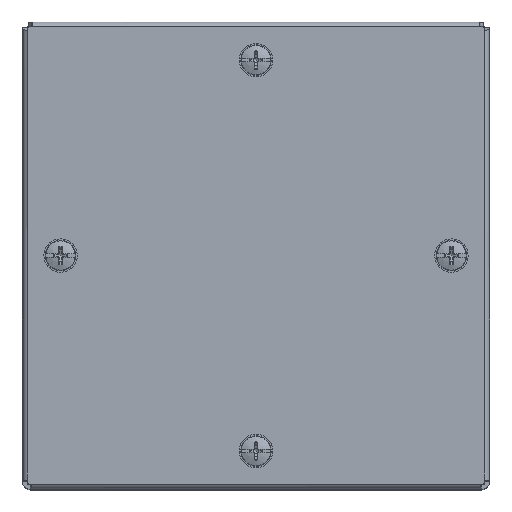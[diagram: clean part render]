
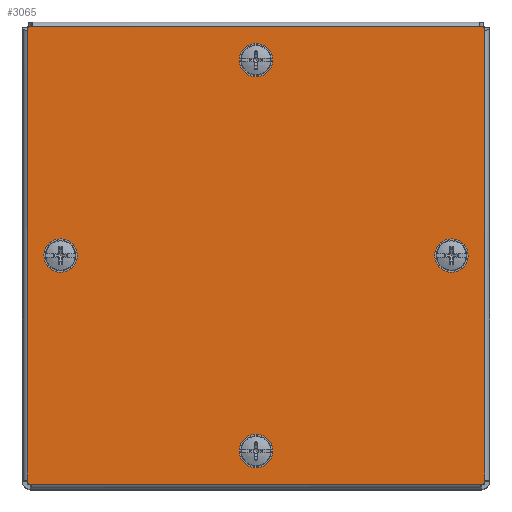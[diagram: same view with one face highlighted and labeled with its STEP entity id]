
A CAD part, top view. The second image highlights one B-rep face of the part: STEP entity #3065.
In plain terms, the highlighted planar face has unit normal (0, 0, 1).
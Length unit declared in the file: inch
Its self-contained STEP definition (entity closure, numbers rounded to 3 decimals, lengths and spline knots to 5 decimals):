
#159=FACE_BOUND('',#645,.T.);
#160=FACE_BOUND('',#646,.T.);
#161=FACE_BOUND('',#647,.T.);
#162=FACE_BOUND('',#648,.T.);
#209=CIRCLE('',#3254,0.14063);
#211=CIRCLE('',#3257,0.14063);
#213=CIRCLE('',#3260,0.14063);
#215=CIRCLE('',#3263,0.14063);
#216=CIRCLE('',#3265,0.03125);
#221=CIRCLE('',#3273,0.03125);
#222=CIRCLE('',#3276,0.03125);
#223=CIRCLE('',#3278,0.03125);
#449=FACE_OUTER_BOUND('',#644,.T.);
#644=EDGE_LOOP('',(#2161,#2162,#2163,#2164,#2165,#2166,#2167,#2168));
#645=EDGE_LOOP('',(#2169));
#646=EDGE_LOOP('',(#2170));
#647=EDGE_LOOP('',(#2171));
#648=EDGE_LOOP('',(#2172));
#875=LINE('',#4678,#1117);
#881=LINE('',#4699,#1123);
#885=LINE('',#4710,#1127);
#886=LINE('',#4712,#1128);
#1117=VECTOR('',#3685,5.9375);
#1123=VECTOR('',#3705,5.9375);
#1127=VECTOR('',#3719,5.9375);
#1128=VECTOR('',#3722,5.9375);
#1350=VERTEX_POINT('',#4647);
#1352=VERTEX_POINT('',#4652);
#1354=VERTEX_POINT('',#4657);
#1356=VERTEX_POINT('',#4662);
#1357=VERTEX_POINT('',#4665);
#1358=VERTEX_POINT('',#4666);
#1362=VERTEX_POINT('',#4676);
#1368=VERTEX_POINT('',#4692);
#1369=VERTEX_POINT('',#4693);
#1370=VERTEX_POINT('',#4698);
#1371=VERTEX_POINT('',#4702);
#1372=VERTEX_POINT('',#4706);
#1640=EDGE_CURVE('',#1350,#1350,#209,.T.);
#1642=EDGE_CURVE('',#1352,#1352,#211,.T.);
#1644=EDGE_CURVE('',#1354,#1354,#213,.T.);
#1646=EDGE_CURVE('',#1356,#1356,#215,.T.);
#1647=EDGE_CURVE('',#1357,#1358,#216,.T.);
#1653=EDGE_CURVE('',#1362,#1357,#875,.T.);
#1660=EDGE_CURVE('',#1368,#1369,#221,.T.);
#1663=EDGE_CURVE('',#1369,#1370,#881,.T.);
#1665=EDGE_CURVE('',#1370,#1371,#222,.T.);
#1667=EDGE_CURVE('',#1372,#1362,#223,.T.);
#1669=EDGE_CURVE('',#1371,#1372,#885,.T.);
#1670=EDGE_CURVE('',#1358,#1368,#886,.T.);
#2161=ORIENTED_EDGE('',*,*,#1647,.F.);
#2162=ORIENTED_EDGE('',*,*,#1653,.F.);
#2163=ORIENTED_EDGE('',*,*,#1667,.F.);
#2164=ORIENTED_EDGE('',*,*,#1669,.F.);
#2165=ORIENTED_EDGE('',*,*,#1665,.F.);
#2166=ORIENTED_EDGE('',*,*,#1663,.F.);
#2167=ORIENTED_EDGE('',*,*,#1660,.F.);
#2168=ORIENTED_EDGE('',*,*,#1670,.F.);
#2169=ORIENTED_EDGE('',*,*,#1640,.T.);
#2170=ORIENTED_EDGE('',*,*,#1642,.T.);
#2171=ORIENTED_EDGE('',*,*,#1644,.T.);
#2172=ORIENTED_EDGE('',*,*,#1646,.T.);
#2822=PLANE('',#3281);
#3065=ADVANCED_FACE('',(#449,#159,#160,#161,#162),#2822,.T.);
#3254=AXIS2_PLACEMENT_3D('',#4648,#3653,#3654);
#3257=AXIS2_PLACEMENT_3D('',#4653,#3659,#3660);
#3260=AXIS2_PLACEMENT_3D('',#4658,#3665,#3666);
#3263=AXIS2_PLACEMENT_3D('',#4663,#3671,#3672);
#3265=AXIS2_PLACEMENT_3D('',#4667,#3675,#3676);
#3273=AXIS2_PLACEMENT_3D('',#4694,#3699,#3700);
#3276=AXIS2_PLACEMENT_3D('',#4703,#3709,#3710);
#3278=AXIS2_PLACEMENT_3D('',#4707,#3714,#3715);
#3281=AXIS2_PLACEMENT_3D('',#4713,#3723,#3724);
#3653=DIRECTION('center_axis',(0.,0.,-1.));
#3654=DIRECTION('ref_axis',(-1.,0.,0.));
#3659=DIRECTION('center_axis',(0.,0.,-1.));
#3660=DIRECTION('ref_axis',(-1.,0.,0.));
#3665=DIRECTION('center_axis',(0.,0.,-1.));
#3666=DIRECTION('ref_axis',(-1.,0.,0.));
#3671=DIRECTION('center_axis',(0.,0.,-1.));
#3672=DIRECTION('ref_axis',(-1.,0.,0.));
#3675=DIRECTION('center_axis',(0.,0.,-1.));
#3676=DIRECTION('ref_axis',(0.707,-0.707,0.));
#3685=DIRECTION('',(0.,-1.,0.));
#3699=DIRECTION('center_axis',(0.,0.,-1.));
#3700=DIRECTION('ref_axis',(-0.707,-0.707,0.));
#3705=DIRECTION('',(0.,1.,0.));
#3709=DIRECTION('center_axis',(0.,0.,-1.));
#3710=DIRECTION('ref_axis',(-0.707,0.707,0.));
#3714=DIRECTION('center_axis',(0.,0.,-1.));
#3715=DIRECTION('ref_axis',(0.707,0.707,0.));
#3719=DIRECTION('',(1.,0.,0.));
#3722=DIRECTION('',(-1.,0.,0.));
#3723=DIRECTION('center_axis',(0.,0.,1.));
#3724=DIRECTION('ref_axis',(1.,0.,0.));
#4647=CARTESIAN_POINT('',(-2.42188,0.,0.074));
#4648=CARTESIAN_POINT('Origin',(-2.5625,0.,0.074));
#4652=CARTESIAN_POINT('',(2.70313,0.,0.074));
#4653=CARTESIAN_POINT('Origin',(2.5625,0.,0.074));
#4657=CARTESIAN_POINT('',(0.14062,2.5625,0.074));
#4658=CARTESIAN_POINT('Origin',(0.,2.5625,0.074));
#4662=CARTESIAN_POINT('',(0.14063,-2.5625,0.074));
#4663=CARTESIAN_POINT('Origin',(0.,-2.5625,0.074));
#4665=CARTESIAN_POINT('',(3.,-2.96875,0.074));
#4666=CARTESIAN_POINT('',(2.96875,-3.,0.074));
#4667=CARTESIAN_POINT('Origin',(2.96875,-2.96875,0.074));
#4676=CARTESIAN_POINT('',(3.,2.96875,0.074));
#4678=CARTESIAN_POINT('',(3.,3.,0.074));
#4692=CARTESIAN_POINT('',(-2.96875,-3.,0.074));
#4693=CARTESIAN_POINT('',(-3.,-2.96875,0.074));
#4694=CARTESIAN_POINT('Origin',(-2.96875,-2.96875,0.074));
#4698=CARTESIAN_POINT('',(-3.,2.96875,0.074));
#4699=CARTESIAN_POINT('',(-3.,-3.,0.074));
#4702=CARTESIAN_POINT('',(-2.96875,3.,0.074));
#4703=CARTESIAN_POINT('Origin',(-2.96875,2.96875,0.074));
#4706=CARTESIAN_POINT('',(2.96875,3.,0.074));
#4707=CARTESIAN_POINT('Origin',(2.96875,2.96875,0.074));
#4710=CARTESIAN_POINT('',(-3.,3.,0.074));
#4712=CARTESIAN_POINT('',(3.,-3.,0.074));
#4713=CARTESIAN_POINT('Origin',(0.,0.,
0.074));
